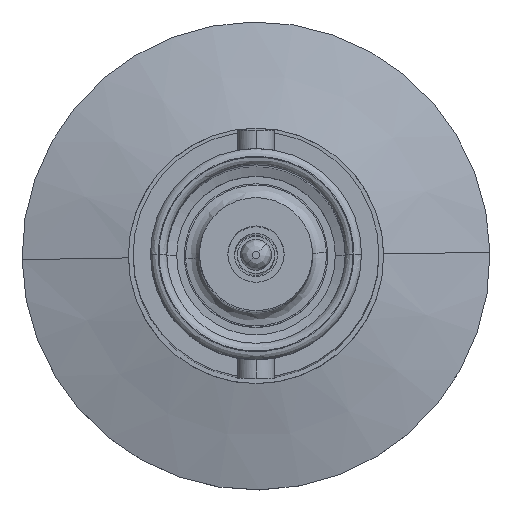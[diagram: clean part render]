
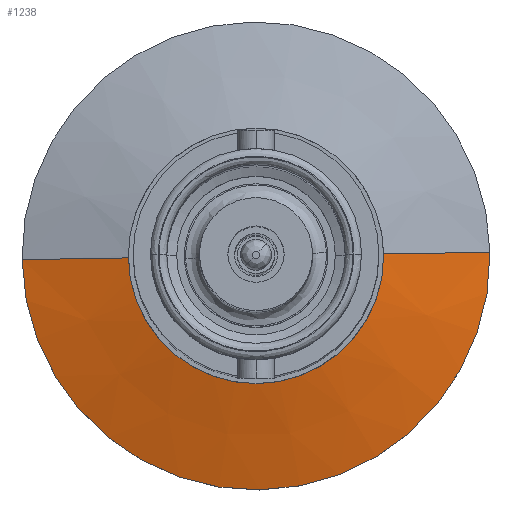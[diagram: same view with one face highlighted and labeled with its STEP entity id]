
A CAD part, top view. The second image highlights one B-rep face of the part: STEP entity #1238.
In plain terms, the highlighted conical face has half-angle 75 degrees and reference radius 2.163 mm.
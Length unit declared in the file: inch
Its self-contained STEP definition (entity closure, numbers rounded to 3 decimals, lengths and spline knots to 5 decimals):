
#60 = CIRCLE ( 'NONE', #68, 0.32194 ) ;
#66 = AXIS2_PLACEMENT_3D ( 'NONE', #318, #319, #320 ) ;
#68 = AXIS2_PLACEMENT_3D ( 'NONE', #321, #322, #323 ) ;
#79 = CIRCLE ( 'NONE', #66, 0.59 ) ;
#82 = AXIS2_PLACEMENT_3D ( 'NONE', #1748, #1749, #1753 ) ;
#142 = CONICAL_SURFACE ( 'NONE', #82, 0.08514, 1.309 ) ;
#318 = CARTESIAN_POINT ( 'NONE',  ( 0., 0., -0.31 ) ) ;
#319 = DIRECTION ( 'NONE',  ( 0., 0., 1. ) ) ;
#320 = DIRECTION ( 'NONE',  ( 1., 0.016, 0. ) ) ;
#321 = CARTESIAN_POINT ( 'NONE',  ( 0., 0., -0.23817 ) ) ;
#322 = DIRECTION ( 'NONE',  ( 0., 0., -1. ) ) ;
#323 = DIRECTION ( 'NONE',  ( 0., 1., 0. ) ) ;
#1238 = ADVANCED_FACE ( 'NONE', ( #1750 ), #142, .T. ) ;
#1342 = EDGE_CURVE ( 'NONE', #2742, #2694, #79, .T. ) ;
#1343 = EDGE_CURVE ( 'NONE', #2751, #2691, #60, .T. ) ;
#1505 = EDGE_CURVE ( 'NONE', #2730, #2694, #2078, .T. ) ;
#1518 = EDGE_CURVE ( 'NONE', #2730, #2751, #2905, .T. ) ;
#1524 = EDGE_CURVE ( 'NONE', #2691, #2742, #2174, .T. ) ;
#1748 = CARTESIAN_POINT ( 'NONE',  ( 0., 0., -0.17472 ) ) ;
#1749 = DIRECTION ( 'NONE',  ( 0., 0., -1. ) ) ;
#1750 = FACE_OUTER_BOUND ( 'NONE', #3414, .T. ) ;
#1753 = DIRECTION ( 'NONE',  ( -1., -0.016, 0. ) ) ;
#2078 = LINE ( 'NONE', #2079, #2941 ) ;
#2079 = CARTESIAN_POINT ( 'NONE',  ( 0.08513, 0.00132, -0.17472 ) ) ;
#2090 = DIRECTION ( 'NONE',  ( 0.966, 0.015, -0.259 ) ) ;
#2127 = CARTESIAN_POINT ( 'NONE',  ( 0., 0., -0.23817 ) ) ;
#2128 = DIRECTION ( 'NONE',  ( 0., 0., -1. ) ) ;
#2129 = DIRECTION ( 'NONE',  ( 0., 1., 0. ) ) ;
#2174 = LINE ( 'NONE', #2175, #2912 ) ;
#2175 = CARTESIAN_POINT ( 'NONE',  ( -0.08513, -0.00132, -0.17472 ) ) ;
#2176 = DIRECTION ( 'NONE',  ( -0.966, -0.015, -0.259 ) ) ;
#2292 = CARTESIAN_POINT ( 'NONE',  ( -0.3219, -0.00499, -0.23817 ) ) ;
#2295 = CARTESIAN_POINT ( 'NONE',  ( 0.58993, 0.00915, -0.31 ) ) ;
#2331 = CARTESIAN_POINT ( 'NONE',  ( 0.3219, 0.00499, -0.23817 ) ) ;
#2343 = CARTESIAN_POINT ( 'NONE',  ( -0.58993, -0.00915, -0.31 ) ) ;
#2352 = CARTESIAN_POINT ( 'NONE',  ( 0.32194, 0., -0.23817 ) ) ;
#2502 = ORIENTED_EDGE ( 'NONE', *, *, #1342, .T. ) ;
#2503 = ORIENTED_EDGE ( 'NONE', *, *, #1524, .T. ) ;
#2504 = ORIENTED_EDGE ( 'NONE', *, *, #1343, .T. ) ;
#2505 = ORIENTED_EDGE ( 'NONE', *, *, #1518, .T. ) ;
#2506 = ORIENTED_EDGE ( 'NONE', *, *, #1505, .F. ) ;
#2691 = VERTEX_POINT ( 'NONE', #2292 ) ;
#2694 = VERTEX_POINT ( 'NONE', #2295 ) ;
#2730 = VERTEX_POINT ( 'NONE', #2331 ) ;
#2742 = VERTEX_POINT ( 'NONE', #2343 ) ;
#2751 = VERTEX_POINT ( 'NONE', #2352 ) ;
#2905 = CIRCLE ( 'NONE', #3074, 0.32194 ) ;
#2912 = VECTOR ( 'NONE', #2176, 39.37008 ) ;
#2941 = VECTOR ( 'NONE', #2090, 39.37008 ) ;
#3074 = AXIS2_PLACEMENT_3D ( 'NONE', #2127, #2128, #2129 ) ;
#3414 = EDGE_LOOP ( 'NONE', ( #2506, #2505, #2504, #2503, #2502 ) ) ;
